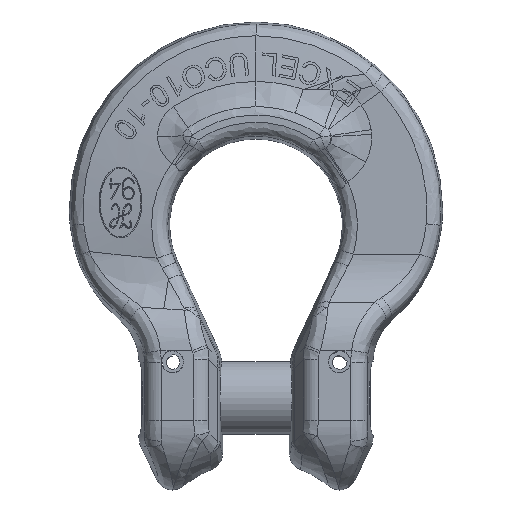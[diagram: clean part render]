
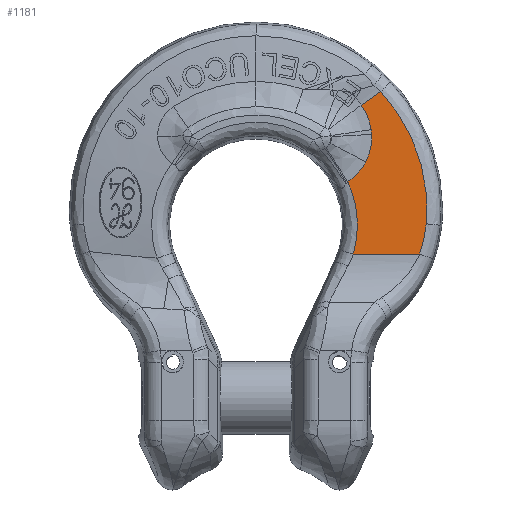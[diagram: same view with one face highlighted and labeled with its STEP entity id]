
A CAD part, top view. The second image highlights one B-rep face of the part: STEP entity #1181.
In plain terms, the highlighted planar face has unit normal (0, 0, 1).
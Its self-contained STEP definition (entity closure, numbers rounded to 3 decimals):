
#1181=ADVANCED_FACE('NONE',(#3015),#3016,.F.);
#3015=FACE_OUTER_BOUND('',#8386,.T.);
#3016=PLANE('',#8387);
#8386=EDGE_LOOP('',(#21765,#21766,#21767,#21768,#21769,#21770,#21771,#21772,#21773));
#8387=AXIS2_PLACEMENT_3D('',#21774,#21775,#21776);
#21765=ORIENTED_EDGE('',*,*,#27310,.F.);
#21766=ORIENTED_EDGE('',*,*,#27386,.F.);
#21767=ORIENTED_EDGE('',*,*,#27387,.F.);
#21768=ORIENTED_EDGE('',*,*,#27388,.T.);
#21769=ORIENTED_EDGE('',*,*,#27389,.F.);
#21770=ORIENTED_EDGE('',*,*,#27390,.F.);
#21771=ORIENTED_EDGE('',*,*,#27095,.F.);
#21772=ORIENTED_EDGE('',*,*,#27382,.T.);
#21773=ORIENTED_EDGE('',*,*,#27391,.F.);
#21774=CARTESIAN_POINT('',(12.738,0.335,5.5));
#21775=DIRECTION('',(0.0,0.0,-1.0));
#21776=DIRECTION('',(-0.0,1.0,0.0));
#27095=EDGE_CURVE('NONE',#30211,#30217,#30225,.T.);
#27310=EDGE_CURVE('NONE',#30601,#30599,#30603,.T.);
#27382=EDGE_CURVE('NONE',#30211,#30703,#30706,.T.);
#27386=EDGE_CURVE('NONE',#30711,#30601,#30712,.T.);
#27387=EDGE_CURVE('NONE',#30713,#30711,#30714,.T.);
#27388=EDGE_CURVE('NONE',#30713,#30715,#30716,.T.);
#27389=EDGE_CURVE('NONE',#30717,#30715,#30718,.T.);
#27390=EDGE_CURVE('NONE',#30217,#30717,#30719,.T.);
#27391=EDGE_CURVE('NONE',#30599,#30703,#30720,.T.);
#30211=VERTEX_POINT('NONE',#36588);
#30217=VERTEX_POINT('NONE',#36597);
#30225=(B_SPLINE_CURVE(3,(#36688,#36689,#36690,#36691),.UNSPECIFIED.,.F.,.F.)B_SPLINE_CURVE_WITH_KNOTS((4,4),(0.0,1.0),.UNSPECIFIED.)RATIONAL_B_SPLINE_CURVE((1.0,0.956,0.956,1.0))BOUNDED_CURVE()REPRESENTATION_ITEM('')GEOMETRIC_REPRESENTATION_ITEM()CURVE());
#30599=VERTEX_POINT('NONE',#38670);
#30601=VERTEX_POINT('NONE',#38672);
#30603=(B_SPLINE_CURVE(3,(#38675,#38676,#38677,#38678),.UNSPECIFIED.,.F.,.F.)B_SPLINE_CURVE_WITH_KNOTS((4,4),(0.0,1.0),.UNSPECIFIED.)RATIONAL_B_SPLINE_CURVE((1.0,0.941,0.941,1.0))BOUNDED_CURVE()REPRESENTATION_ITEM('')GEOMETRIC_REPRESENTATION_ITEM()CURVE());
#30703=VERTEX_POINT('NONE',#39114);
#30706=LINE('',#39128,#39129);
#30711=VERTEX_POINT('NONE',#39138);
#30712=LINE('',#39139,#39140);
#30713=VERTEX_POINT('NONE',#39141);
#30714=B_SPLINE_CURVE_WITH_KNOTS('',3,(#39142,#39143,#39144,#39145,#39146,#39147,#39148,#39149),.UNSPECIFIED.,.F.,.F.,(4,2,2,4),(0.0,0.25,0.5,1.0),.UNSPECIFIED.);
#30715=VERTEX_POINT('NONE',#39150);
#30716=B_SPLINE_CURVE_WITH_KNOTS('',3,(#39151,#39152,#39153,#39154),.UNSPECIFIED.,.F.,.F.,(4,4),(0.0,1.0),.UNSPECIFIED.);
#30717=VERTEX_POINT('NONE',#39155);
#30718=B_SPLINE_CURVE_WITH_KNOTS('',3,(#39156,#39157,#39158,#39159,#39160,#39161,#39162,#39163),.UNSPECIFIED.,.F.,.F.,(4,2,2,4),(0.0,0.5,0.75,1.0),.UNSPECIFIED.);
#30719=B_SPLINE_CURVE_WITH_KNOTS('',3,(#39164,#39165,#39166,#39167,#39168,#39169,#39170,#39171),.UNSPECIFIED.,.F.,.F.,(4,2,2,4),(0.0,0.25,0.5,1.0),.UNSPECIFIED.);
#30720=(B_SPLINE_CURVE(3,(#39173,#39174,#39175,#39176),.UNSPECIFIED.,.F.,.F.)B_SPLINE_CURVE_WITH_KNOTS((4,4),(0.0,1.0),.UNSPECIFIED.)RATIONAL_B_SPLINE_CURVE((1.0,0.995,0.995,1.0))BOUNDED_CURVE()REPRESENTATION_ITEM('')GEOMETRIC_REPRESENTATION_ITEM()CURVE());
#36588=CARTESIAN_POINT('',(17.473,-5.151,5.5));
#36597=CARTESIAN_POINT('',(16.445,7.834,5.5));
#36688=CARTESIAN_POINT('',(17.473,-5.151,5.5));
#36689=CARTESIAN_POINT('',(18.757,-0.794,5.5));
#36690=CARTESIAN_POINT('',(18.399,3.733,5.5));
#36691=CARTESIAN_POINT('',(16.445,7.834,5.5));
#38670=CARTESIAN_POINT('',(30.548,0.253,5.5));
#38672=CARTESIAN_POINT('',(22.348,24.007,5.5));
#38675=CARTESIAN_POINT('',(22.348,24.007,5.5));
#38676=CARTESIAN_POINT('',(28.441,17.524,5.5));
#38677=CARTESIAN_POINT('',(31.344,9.114,5.5));
#38678=CARTESIAN_POINT('',(30.548,0.253,5.5));
#39114=CARTESIAN_POINT('',(29.373,-5.151,5.5));
#39128=CARTESIAN_POINT('',(40.0,-5.151,5.5));
#39129=VECTOR('',#50906,1000.0);
#39138=CARTESIAN_POINT('',(18.849,21.556,5.5));
#39139=CARTESIAN_POINT('',(18.849,21.556,5.5));
#39140=VECTOR('',#50908,1000.0);
#39141=CARTESIAN_POINT('',(20.679,17.169,5.5));
#39142=CARTESIAN_POINT('',(20.679,17.169,5.5));
#39143=CARTESIAN_POINT('',(20.621,17.568,5.5));
#39144=CARTESIAN_POINT('',(20.538,17.961,5.5));
#39145=CARTESIAN_POINT('',(20.322,18.736,5.5));
#39146=CARTESIAN_POINT('',(20.189,19.118,5.5));
#39147=CARTESIAN_POINT('',(19.727,20.223,5.5));
#39148=CARTESIAN_POINT('',(19.331,20.913,5.5));
#39149=CARTESIAN_POINT('',(18.849,21.556,5.5));
#39150=CARTESIAN_POINT('',(20.766,16.312,5.5));
#39151=CARTESIAN_POINT('',(20.679,17.169,5.5));
#39152=CARTESIAN_POINT('',(20.721,16.885,5.5));
#39153=CARTESIAN_POINT('',(20.75,16.599,5.5));
#39154=CARTESIAN_POINT('',(20.766,16.312,5.5));
#39155=CARTESIAN_POINT('',(19.726,11.427,5.5));
#39156=CARTESIAN_POINT('',(19.726,11.427,5.5));
#39157=CARTESIAN_POINT('',(20.116,12.184,5.5));
#39158=CARTESIAN_POINT('',(20.399,12.974,5.5));
#39159=CARTESIAN_POINT('',(20.662,14.208,5.5));
#39160=CARTESIAN_POINT('',(20.722,14.631,5.5));
#39161=CARTESIAN_POINT('',(20.786,15.475,5.5));
#39162=CARTESIAN_POINT('',(20.789,15.894,5.5));
#39163=CARTESIAN_POINT('',(20.766,16.312,5.5));
#39164=CARTESIAN_POINT('',(16.445,7.834,5.5));
#39165=CARTESIAN_POINT('',(16.792,8.053,5.5));
#39166=CARTESIAN_POINT('',(17.126,8.298,5.5));
#39167=CARTESIAN_POINT('',(17.752,8.824,5.5));
#39168=CARTESIAN_POINT('',(18.046,9.106,5.5));
#39169=CARTESIAN_POINT('',(18.871,10.01,5.5));
#39170=CARTESIAN_POINT('',(19.348,10.695,5.5));
#39171=CARTESIAN_POINT('',(19.726,11.427,5.5));
#39173=CARTESIAN_POINT('',(30.548,0.253,5.5));
#39174=CARTESIAN_POINT('',(30.382,-1.592,5.5));
#39175=CARTESIAN_POINT('',(29.988,-3.403,5.5));
#39176=CARTESIAN_POINT('',(29.373,-5.151,5.5));
#50906=DIRECTION('',(1.0,0.0,-0.0));
#50908=DIRECTION('',(0.819,0.574,0.0));
